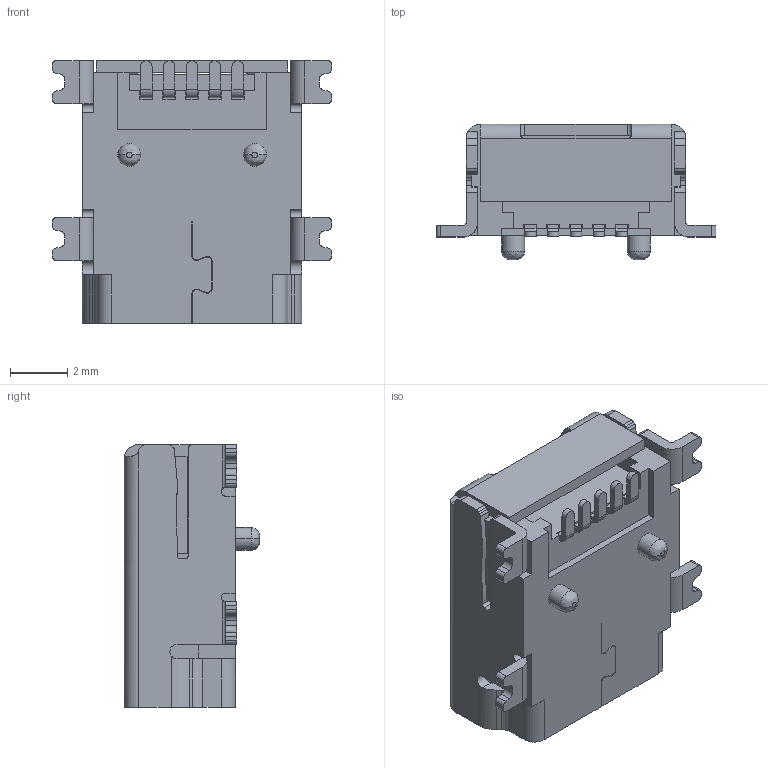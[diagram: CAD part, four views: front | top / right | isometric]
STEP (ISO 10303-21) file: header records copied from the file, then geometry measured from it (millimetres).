
FILE_DESCRIPTION((''),'2;1');
FILE_NAME('FUS101_ASM','2025-04-30T',('gongcheng6'),(''),'PRO/ENGINEER BY PARAMETRIC TECHNOLOGY CORPORATION, 2010280','PRO/ENGINEER BY PARAMETRIC TECHNOLOGY CORPORATION, 2010280','');
FILE_SCHEMA(('CONFIG_CONTROL_DESIGN'));
Length unit declared in the file: millimetre
Products named in the file (1): FUS101_ASM
Bounding box: 9.8 x 4.75 x 9.2 mm (x, y, z)
Volume: 173.4 mm3; surface area: 506.5 mm2
Topology: 1 solids, 1 shells, 381 faces, 1090 edges, 710 vertices
Faces by surface type: plane 234, cylinder 133, cone 8, bspline 4, extrusion 2
Entity records: 12699 total; most frequent: CARTESIAN_POINT 2544, ORIENTED_EDGE 2180, DIRECTION 2062, EDGE_CURVE 1090, VECTOR 788, LINE 786, VERTEX_POINT 710, AXIS2_PLACEMENT_3D 637
